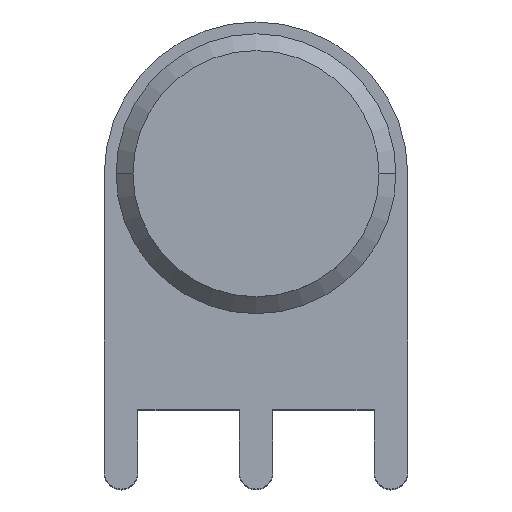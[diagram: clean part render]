
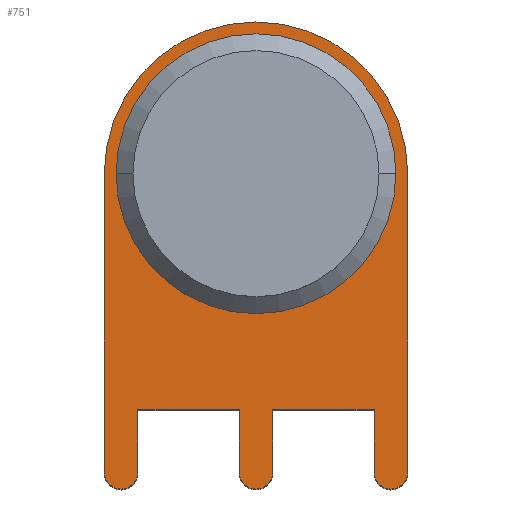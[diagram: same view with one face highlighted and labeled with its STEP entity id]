
A CAD part, top view. The second image highlights one B-rep face of the part: STEP entity #751.
In plain terms, the highlighted planar face has unit normal (0, 0, 1).
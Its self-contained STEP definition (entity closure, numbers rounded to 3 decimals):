
#10 = DIRECTION ( 'NONE',  ( 1., 0., 0. ) ) ;
#25 = ORIENTED_EDGE ( 'NONE', *, *, #1361, .T. ) ;
#28 = DIRECTION ( 'NONE',  ( 1., 0., 0. ) ) ;
#33 = VERTEX_POINT ( 'NONE', #643 ) ;
#38 = EDGE_CURVE ( 'NONE', #1141, #69, #630, .T. ) ;
#43 = VERTEX_POINT ( 'NONE', #1179 ) ;
#55 = DIRECTION ( 'NONE',  ( 0., 0., 1. ) ) ;
#58 = CARTESIAN_POINT ( 'NONE',  ( -7., -17.7, 16. ) ) ;
#69 = VERTEX_POINT ( 'NONE', #727 ) ;
#70 = CARTESIAN_POINT ( 'NONE',  ( -9., -17.7, 16. ) ) ;
#78 = VERTEX_POINT ( 'NONE', #299 ) ;
#95 = DIRECTION ( 'NONE',  ( 0., -1., 0. ) ) ;
#99 = CARTESIAN_POINT ( 'NONE',  ( 1., -14., 16. ) ) ;
#102 = CARTESIAN_POINT ( 'NONE',  ( -7., -14., 16. ) ) ;
#108 = VECTOR ( 'NONE', #28, 1000. ) ;
#124 = CARTESIAN_POINT ( 'NONE',  ( -9., 0., 16. ) ) ;
#130 = DIRECTION ( 'NONE',  ( 0., 1., 0. ) ) ;
#143 = ORIENTED_EDGE ( 'NONE', *, *, #206, .T. ) ;
#145 = VERTEX_POINT ( 'NONE', #334 ) ;
#146 = CIRCLE ( 'NONE', #1265, 8.3 ) ;
#170 = LINE ( 'NONE', #58, #598 ) ;
#206 = EDGE_CURVE ( 'NONE', #43, #1141, #681, .T. ) ;
#212 = AXIS2_PLACEMENT_3D ( 'NONE', #993, #452, #10 ) ;
#221 = EDGE_CURVE ( 'NONE', #1034, #824, #858, .T. ) ;
#223 = VECTOR ( 'NONE', #869, 1000. ) ;
#299 = CARTESIAN_POINT ( 'NONE',  ( 9., 0., 16. ) ) ;
#321 = VECTOR ( 'NONE', #831, 1000. ) ;
#334 = CARTESIAN_POINT ( 'NONE',  ( 8.3, 0., 16. ) ) ;
#342 = PLANE ( 'NONE',  #212 ) ;
#349 = VECTOR ( 'NONE', #95, 1000. ) ;
#350 = VERTEX_POINT ( 'NONE', #1169 ) ;
#364 = ORIENTED_EDGE ( 'NONE', *, *, #1300, .T. ) ;
#371 = ORIENTED_EDGE ( 'NONE', *, *, #821, .T. ) ;
#374 = DIRECTION ( 'NONE',  ( 0., 1., 0. ) ) ;
#376 = VECTOR ( 'NONE', #130, 1000. ) ;
#412 = CARTESIAN_POINT ( 'NONE',  ( 7., -17.7, 16. ) ) ;
#415 = ORIENTED_EDGE ( 'NONE', *, *, #1258, .T. ) ;
#427 = LINE ( 'NONE', #412, #349 ) ;
#448 = LINE ( 'NONE', #1086, #376 ) ;
#452 = DIRECTION ( 'NONE',  ( 0., 0., 1. ) ) ;
#457 = CIRCLE ( 'NONE', #1259, 8.3 ) ;
#458 = DIRECTION ( 'NONE',  ( 0., 0., 1. ) ) ;
#471 = CARTESIAN_POINT ( 'NONE',  ( -7., -14., 16. ) ) ;
#492 = CARTESIAN_POINT ( 'NONE',  ( 0., 0., 16. ) ) ;
#498 = VERTEX_POINT ( 'NONE', #124 ) ;
#502 = CIRCLE ( 'NONE', #545, 1. ) ;
#517 = DIRECTION ( 'NONE',  ( 1., 0., 0. ) ) ;
#524 = CARTESIAN_POINT ( 'NONE',  ( 0., 0., 16. ) ) ;
#545 = AXIS2_PLACEMENT_3D ( 'NONE', #1036, #55, #928 ) ;
#554 = EDGE_CURVE ( 'NONE', #69, #1034, #1253, .T. ) ;
#556 = CARTESIAN_POINT ( 'NONE',  ( -9., -14., 16. ) ) ;
#579 = AXIS2_PLACEMENT_3D ( 'NONE', #524, #1164, #517 ) ;
#587 = CARTESIAN_POINT ( 'NONE',  ( 1., -17.7, 16. ) ) ;
#592 = DIRECTION ( 'NONE',  ( 0., 0., -1. ) ) ;
#595 = VECTOR ( 'NONE', #1245, 1000. ) ;
#598 = VECTOR ( 'NONE', #374, 1000. ) ;
#601 = EDGE_CURVE ( 'NONE', #1233, #43, #1351, .T. ) ;
#611 = CARTESIAN_POINT ( 'NONE',  ( 9., -17.7, 16. ) ) ;
#630 = CIRCLE ( 'NONE', #809, 1. ) ;
#643 = CARTESIAN_POINT ( 'NONE',  ( -7., -17.7, 16. ) ) ;
#648 = EDGE_CURVE ( 'NONE', #1013, #33, #502, .T. ) ;
#667 = AXIS2_PLACEMENT_3D ( 'NONE', #1018, #458, #1126 ) ;
#681 = LINE ( 'NONE', #985, #223 ) ;
#685 = EDGE_CURVE ( 'NONE', #145, #350, #457, .T. ) ;
#727 = CARTESIAN_POINT ( 'NONE',  ( 1., -17.7, 16. ) ) ;
#751 = ADVANCED_FACE ( 'NONE', ( #1353, #1231 ), #342, .T. ) ;
#761 = CARTESIAN_POINT ( 'NONE',  ( 1., -14., 16. ) ) ;
#809 = AXIS2_PLACEMENT_3D ( 'NONE', #1298, #850, #843 ) ;
#813 = ORIENTED_EDGE ( 'NONE', *, *, #554, .T. ) ;
#821 = EDGE_CURVE ( 'NONE', #1374, #1007, #1035, .T. ) ;
#822 = DIRECTION ( 'NONE',  ( 1., 0., 0. ) ) ;
#824 = VERTEX_POINT ( 'NONE', #897 ) ;
#831 = DIRECTION ( 'NONE',  ( 0., 1., 0. ) ) ;
#843 = DIRECTION ( 'NONE',  ( 1., 0., 0. ) ) ;
#850 = DIRECTION ( 'NONE',  ( 0., 0., 1. ) ) ;
#858 = LINE ( 'NONE', #761, #108 ) ;
#866 = CARTESIAN_POINT ( 'NONE',  ( 0., 0., 16. ) ) ;
#869 = DIRECTION ( 'NONE',  ( 0., -1., 0. ) ) ;
#885 = CARTESIAN_POINT ( 'NONE',  ( 7., -17.7, 16. ) ) ;
#897 = CARTESIAN_POINT ( 'NONE',  ( 7., -14., 16. ) ) ;
#905 = EDGE_LOOP ( 'NONE', ( #1090, #970, #143, #1019, #813, #962, #1230, #371, #25, #415, #1070, #1212 ) ) ;
#921 = EDGE_CURVE ( 'NONE', #33, #1233, #170, .T. ) ;
#928 = DIRECTION ( 'NONE',  ( 1., 0., 0. ) ) ;
#962 = ORIENTED_EDGE ( 'NONE', *, *, #221, .T. ) ;
#970 = ORIENTED_EDGE ( 'NONE', *, *, #601, .T. ) ;
#985 = CARTESIAN_POINT ( 'NONE',  ( -1., -14., 16. ) ) ;
#993 = CARTESIAN_POINT ( 'NONE',  ( 0., -17.7, 16. ) ) ;
#1007 = VERTEX_POINT ( 'NONE', #611 ) ;
#1013 = VERTEX_POINT ( 'NONE', #70 ) ;
#1018 = CARTESIAN_POINT ( 'NONE',  ( 8., -17.7, 16. ) ) ;
#1019 = ORIENTED_EDGE ( 'NONE', *, *, #38, .T. ) ;
#1034 = VERTEX_POINT ( 'NONE', #99 ) ;
#1035 = CIRCLE ( 'NONE', #667, 1. ) ;
#1036 = CARTESIAN_POINT ( 'NONE',  ( -8., -17.7, 16. ) ) ;
#1070 = ORIENTED_EDGE ( 'NONE', *, *, #1103, .T. ) ;
#1086 = CARTESIAN_POINT ( 'NONE',  ( 9., 0., 16. ) ) ;
#1090 = ORIENTED_EDGE ( 'NONE', *, *, #921, .T. ) ;
#1103 = EDGE_CURVE ( 'NONE', #498, #1013, #1182, .T. ) ;
#1104 = CARTESIAN_POINT ( 'NONE',  ( -1., -17.7, 16. ) ) ;
#1126 = DIRECTION ( 'NONE',  ( -1., 0., 0. ) ) ;
#1141 = VERTEX_POINT ( 'NONE', #1104 ) ;
#1164 = DIRECTION ( 'NONE',  ( 0., 0., 1. ) ) ;
#1169 = CARTESIAN_POINT ( 'NONE',  ( -8.3, 0., 16. ) ) ;
#1179 = CARTESIAN_POINT ( 'NONE',  ( -1., -14., 16. ) ) ;
#1182 = LINE ( 'NONE', #556, #1384 ) ;
#1211 = EDGE_CURVE ( 'NONE', #824, #1374, #427, .T. ) ;
#1212 = ORIENTED_EDGE ( 'NONE', *, *, #648, .T. ) ;
#1230 = ORIENTED_EDGE ( 'NONE', *, *, #1211, .T. ) ;
#1231 = FACE_OUTER_BOUND ( 'NONE', #905, .T. ) ;
#1233 = VERTEX_POINT ( 'NONE', #102 ) ;
#1245 = DIRECTION ( 'NONE',  ( 1., 0., 0. ) ) ;
#1253 = LINE ( 'NONE', #587, #321 ) ;
#1258 = EDGE_CURVE ( 'NONE', #78, #498, #1290, .T. ) ;
#1259 = AXIS2_PLACEMENT_3D ( 'NONE', #492, #592, #822 ) ;
#1265 = AXIS2_PLACEMENT_3D ( 'NONE', #866, #1398, #1288 ) ;
#1271 = ORIENTED_EDGE ( 'NONE', *, *, #685, .T. ) ;
#1288 = DIRECTION ( 'NONE',  ( 1., 0., 0. ) ) ;
#1289 = EDGE_LOOP ( 'NONE', ( #364, #1271 ) ) ;
#1290 = CIRCLE ( 'NONE', #579, 9. ) ;
#1298 = CARTESIAN_POINT ( 'NONE',  ( 0., -17.7, 16. ) ) ;
#1300 = EDGE_CURVE ( 'NONE', #350, #145, #146, .T. ) ;
#1325 = DIRECTION ( 'NONE',  ( 0., -1., 0. ) ) ;
#1351 = LINE ( 'NONE', #471, #595 ) ;
#1353 = FACE_BOUND ( 'NONE', #1289, .T. ) ;
#1361 = EDGE_CURVE ( 'NONE', #1007, #78, #448, .T. ) ;
#1374 = VERTEX_POINT ( 'NONE', #885 ) ;
#1384 = VECTOR ( 'NONE', #1325, 1000. ) ;
#1398 = DIRECTION ( 'NONE',  ( 0., 0., -1. ) ) ;
